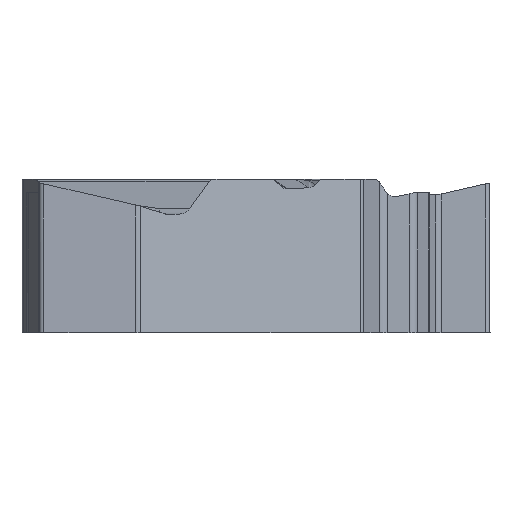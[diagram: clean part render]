
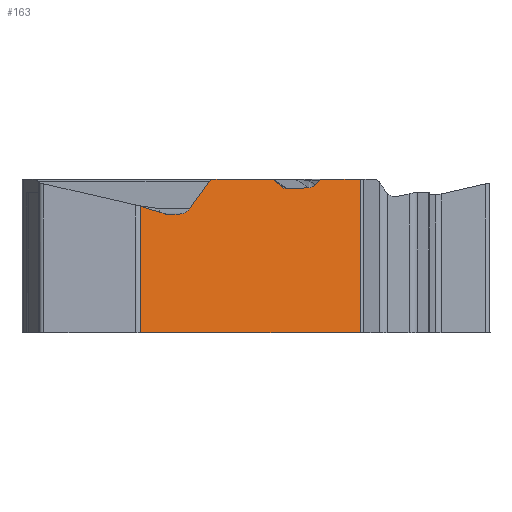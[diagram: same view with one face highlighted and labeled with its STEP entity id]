
A CAD part, front view. The second image highlights one B-rep face of the part: STEP entity #163.
In plain terms, the highlighted planar face has unit normal (0.5, -0.866, 0).
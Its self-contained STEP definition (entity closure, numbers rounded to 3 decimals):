
#163=ADVANCED_FACE('',(#322),#252,.F.);
#252=PLANE('',#2312);
#322=FACE_OUTER_BOUND('',#443,.T.);
#443=EDGE_LOOP('',(#880,#881,#882,#883,#884,#885,#886,#887,#888,#889,#890,
#891,#892,#893,#894,#895,#896,#897));
#545=CIRCLE('',#2311,0.15);
#599=ELLIPSE('',#2307,0.15,0.15);
#600=ELLIPSE('',#2308,0.167,0.15);
#601=ELLIPSE('',#2309,0.177,0.15);
#602=ELLIPSE('',#2310,0.389,0.33);
#880=ORIENTED_EDGE('',*,*,#1623,.T.);
#881=ORIENTED_EDGE('',*,*,#1624,.T.);
#882=ORIENTED_EDGE('',*,*,#1625,.T.);
#883=ORIENTED_EDGE('',*,*,#1605,.F.);
#884=ORIENTED_EDGE('',*,*,#1626,.F.);
#885=ORIENTED_EDGE('',*,*,#1627,.F.);
#886=ORIENTED_EDGE('',*,*,#1628,.F.);
#887=ORIENTED_EDGE('',*,*,#1629,.F.);
#888=ORIENTED_EDGE('',*,*,#1630,.F.);
#889=ORIENTED_EDGE('',*,*,#1631,.F.);
#890=ORIENTED_EDGE('',*,*,#1632,.F.);
#891=ORIENTED_EDGE('',*,*,#1599,.F.);
#892=ORIENTED_EDGE('',*,*,#1633,.F.);
#893=ORIENTED_EDGE('',*,*,#1634,.F.);
#894=ORIENTED_EDGE('',*,*,#1635,.T.);
#895=ORIENTED_EDGE('',*,*,#1636,.T.);
#896=ORIENTED_EDGE('',*,*,#1637,.T.);
#897=ORIENTED_EDGE('',*,*,#1638,.F.);
#1359=VERTEX_POINT('',#3932);
#1360=VERTEX_POINT('',#3934);
#1365=VERTEX_POINT('',#3980);
#1366=VERTEX_POINT('',#3982);
#1374=VERTEX_POINT('',#4166);
#1375=VERTEX_POINT('',#4167);
#1376=VERTEX_POINT('',#4169);
#1377=VERTEX_POINT('',#4172);
#1378=VERTEX_POINT('',#4174);
#1379=VERTEX_POINT('',#4188);
#1380=VERTEX_POINT('',#4190);
#1381=VERTEX_POINT('',#4204);
#1382=VERTEX_POINT('',#4206);
#1383=VERTEX_POINT('',#4209);
#1384=VERTEX_POINT('',#4211);
#1385=VERTEX_POINT('',#4213);
#1386=VERTEX_POINT('',#4215);
#1387=VERTEX_POINT('',#4217);
#1599=EDGE_CURVE('',#1359,#1360,#1866,.T.);
#1605=EDGE_CURVE('',#1365,#1366,#1870,.T.);
#1623=EDGE_CURVE('',#1374,#1375,#1877,.T.);
#1624=EDGE_CURVE('',#1375,#1376,#1878,.T.);
#1625=EDGE_CURVE('',#1376,#1366,#1879,.T.);
#1626=EDGE_CURVE('',#1377,#1365,#599,.T.);
#1627=EDGE_CURVE('',#1378,#1377,#1880,.T.);
#1628=EDGE_CURVE('',#1379,#1378,#2188,.T.);
#1629=EDGE_CURVE('',#1380,#1379,#1881,.T.);
#1630=EDGE_CURVE('',#1381,#1380,#2189,.T.);
#1631=EDGE_CURVE('',#1382,#1381,#1882,.T.);
#1632=EDGE_CURVE('',#1360,#1382,#600,.T.);
#1633=EDGE_CURVE('',#1383,#1359,#601,.T.);
#1634=EDGE_CURVE('',#1384,#1383,#1883,.T.);
#1635=EDGE_CURVE('',#1384,#1385,#602,.T.);
#1636=EDGE_CURVE('',#1385,#1386,#1884,.T.);
#1637=EDGE_CURVE('',#1386,#1387,#545,.T.);
#1638=EDGE_CURVE('',#1374,#1387,#1885,.T.);
#1866=LINE('',#3933,#2054);
#1870=LINE('',#3981,#2058);
#1877=LINE('',#4165,#2066);
#1878=LINE('',#4168,#2067);
#1879=LINE('',#4170,#2068);
#1880=LINE('',#4173,#2069);
#1881=LINE('',#4189,#2070);
#1882=LINE('',#4205,#2071);
#1883=LINE('',#4210,#2072);
#1884=LINE('',#4214,#2073);
#1885=LINE('',#4218,#2074);
#2054=VECTOR('',#2672,1.);
#2058=VECTOR('',#2676,1.);
#2066=VECTOR('',#2710,1.);
#2067=VECTOR('',#2711,1.);
#2068=VECTOR('',#2712,1.);
#2069=VECTOR('',#2715,1.);
#2070=VECTOR('',#2716,1.);
#2071=VECTOR('',#2717,1.);
#2072=VECTOR('',#2722,1.);
#2073=VECTOR('',#2725,1.);
#2074=VECTOR('',#2728,1.);
#2188=B_SPLINE_CURVE_WITH_KNOTS('',3,(#4175,#4176,#4177,#4178,#4179,#4180,
#4181,#4182,#4183,#4184,#4185,#4186,#4187),.UNSPECIFIED.,.F.,.F.,(4,3,3,
3,4),(0.,0.249,0.498,0.746,1.),
 .UNSPECIFIED.);
#2189=B_SPLINE_CURVE_WITH_KNOTS('',3,(#4191,#4192,#4193,#4194,#4195,#4196,
#4197,#4198,#4199,#4200,#4201,#4202,#4203),.UNSPECIFIED.,.F.,.F.,(4,3,3,
3,4),(0.,0.234,0.468,0.701,1.),
 .UNSPECIFIED.);
#2307=AXIS2_PLACEMENT_3D('',#4171,#2713,#2714);
#2308=AXIS2_PLACEMENT_3D('',#4207,#2718,#2719);
#2309=AXIS2_PLACEMENT_3D('',#4208,#2720,#2721);
#2310=AXIS2_PLACEMENT_3D('',#4212,#2723,#2724);
#2311=AXIS2_PLACEMENT_3D('',#4216,#2726,#2727);
#2312=AXIS2_PLACEMENT_3D('',#4219,#2729,#2730);
#2672=DIRECTION('',(0.866,0.5,0.));
#2676=DIRECTION('',(0.866,0.5,0.));
#2710=DIRECTION('',(0.,0.,-1.));
#2711=DIRECTION('',(0.866,0.5,0.));
#2712=DIRECTION('',(0.,0.,1.));
#2713=DIRECTION('',(-0.5,0.866,0.));
#2714=DIRECTION('',(0.866,0.5,0.));
#2715=DIRECTION('',(0.658,0.38,0.651));
#2716=DIRECTION('',(0.865,0.5,0.043));
#2717=DIRECTION('',(0.686,0.396,-0.611));
#2718=DIRECTION('',(-0.5,0.866,0.));
#2719=DIRECTION('',(-0.866,-0.5,0.));
#2720=DIRECTION('',(-0.5,0.866,0.));
#2721=DIRECTION('',(-0.866,-0.5,0.));
#2722=DIRECTION('',(0.557,0.322,0.765));
#2723=DIRECTION('',(-0.5,0.866,0.));
#2724=DIRECTION('',(0.866,0.5,0.));
#2725=DIRECTION('',(-0.866,-0.5,0.));
#2726=DIRECTION('',(-0.5,0.866,0.));
#2727=DIRECTION('',(0.,0.,-1.));
#2728=DIRECTION('',(0.837,0.483,-0.259));
#2729=DIRECTION('',(-0.5,0.866,0.));
#2730=DIRECTION('',(0.,0.,-1.));
#3932=CARTESIAN_POINT('',(0.34,-5.303,0.1));
#3933=CARTESIAN_POINT('',(5.129,-2.538,0.1));
#3934=CARTESIAN_POINT('',(1.861,-4.425,0.1));
#3980=CARTESIAN_POINT('',(3.222,-3.639,0.1));
#3981=CARTESIAN_POINT('',(-0.367,-5.711,0.1));
#3982=CARTESIAN_POINT('',(4.23,-3.057,0.1));
#4165=CARTESIAN_POINT('',(-1.615,-6.432,-5.47));
#4166=CARTESIAN_POINT('',(-1.615,-6.432,-0.612));
#4167=CARTESIAN_POINT('',(-1.615,-6.432,-3.97));
#4168=CARTESIAN_POINT('',(-0.367,-5.711,-3.97));
#4169=CARTESIAN_POINT('',(4.23,-3.057,-3.97));
#4170=CARTESIAN_POINT('',(4.23,-3.057,3.1));
#4171=CARTESIAN_POINT('',(3.222,-3.639,-0.05));
#4172=CARTESIAN_POINT('',(3.137,-3.688,0.064));
#4173=CARTESIAN_POINT('',(1.089,-4.87,-1.962));
#4174=CARTESIAN_POINT('',(3.029,-3.75,-0.043));
#4175=CARTESIAN_POINT('',(2.857,-3.85,-0.122));
#4176=CARTESIAN_POINT('',(2.873,-3.841,-0.121));
#4177=CARTESIAN_POINT('',(2.888,-3.832,-0.118));
#4178=CARTESIAN_POINT('',(2.904,-3.823,-0.115));
#4179=CARTESIAN_POINT('',(2.919,-3.814,-0.111));
#4180=CARTESIAN_POINT('',(2.934,-3.805,-0.106));
#4181=CARTESIAN_POINT('',(2.949,-3.797,-0.099));
#4182=CARTESIAN_POINT('',(2.963,-3.789,-0.092));
#4183=CARTESIAN_POINT('',(2.977,-3.78,-0.084));
#4184=CARTESIAN_POINT('',(2.99,-3.773,-0.075));
#4185=CARTESIAN_POINT('',(3.004,-3.765,-0.066));
#4186=CARTESIAN_POINT('',(3.017,-3.757,-0.055));
#4187=CARTESIAN_POINT('',(3.029,-3.75,-0.043));
#4188=CARTESIAN_POINT('',(2.857,-3.85,-0.122));
#4189=CARTESIAN_POINT('',(-0.356,-5.705,-0.28));
#4190=CARTESIAN_POINT('',(2.296,-4.173,-0.149));
#4191=CARTESIAN_POINT('',(2.124,-4.273,-0.087));
#4192=CARTESIAN_POINT('',(2.136,-4.266,-0.098));
#4193=CARTESIAN_POINT('',(2.148,-4.259,-0.107));
#4194=CARTESIAN_POINT('',(2.161,-4.252,-0.114));
#4195=CARTESIAN_POINT('',(2.173,-4.245,-0.122));
#4196=CARTESIAN_POINT('',(2.186,-4.237,-0.129));
#4197=CARTESIAN_POINT('',(2.2,-4.229,-0.134));
#4198=CARTESIAN_POINT('',(2.214,-4.221,-0.139));
#4199=CARTESIAN_POINT('',(2.228,-4.213,-0.143));
#4200=CARTESIAN_POINT('',(2.242,-4.205,-0.146));
#4201=CARTESIAN_POINT('',(2.26,-4.195,-0.149));
#4202=CARTESIAN_POINT('',(2.278,-4.184,-0.15));
#4203=CARTESIAN_POINT('',(2.296,-4.173,-0.149));
#4204=CARTESIAN_POINT('',(2.124,-4.273,-0.087));
#4205=CARTESIAN_POINT('',(3.971,-3.206,-1.733));
#4206=CARTESIAN_POINT('',(1.954,-4.371,0.064));
#4207=CARTESIAN_POINT('',(1.861,-4.425,-0.05));
#4208=CARTESIAN_POINT('',(0.34,-5.303,-0.05));
#4209=CARTESIAN_POINT('',(0.215,-5.375,0.037));
#4210=CARTESIAN_POINT('',(2.235,-4.209,2.81));
#4211=CARTESIAN_POINT('',(-0.308,-5.677,-0.682));
#4212=CARTESIAN_POINT('',(-0.583,-5.836,-0.49));
#4213=CARTESIAN_POINT('',(-0.583,-5.836,-0.82));
#4214=CARTESIAN_POINT('',(5.129,-2.538,-0.82));
#4215=CARTESIAN_POINT('',(-0.927,-6.034,-0.82));
#4216=CARTESIAN_POINT('',(-0.927,-6.034,-0.67));
#4217=CARTESIAN_POINT('',(-0.961,-6.054,-0.815));
#4218=CARTESIAN_POINT('',(4.545,-2.875,-2.518));
#4219=CARTESIAN_POINT('',(-0.367,-5.711,0.));
